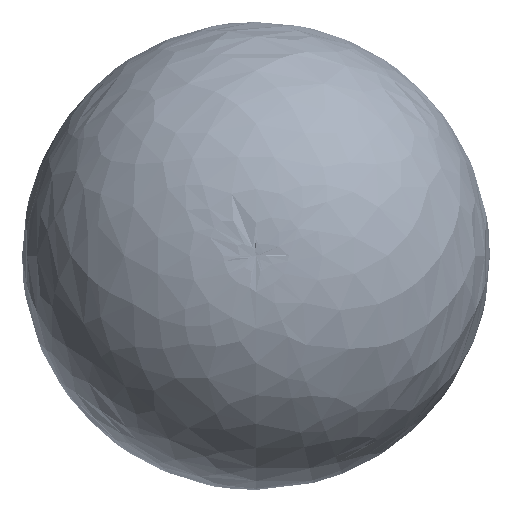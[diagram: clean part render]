
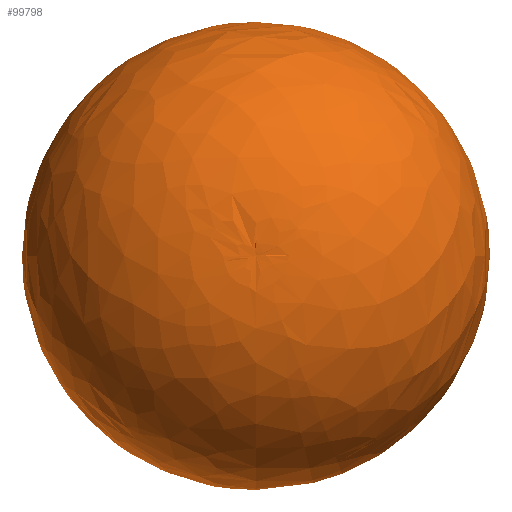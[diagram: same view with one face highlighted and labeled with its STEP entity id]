
A CAD part, top view. The second image highlights one B-rep face of the part: STEP entity #99798.
In plain terms, the highlighted free-form (B-spline) face has degree [2, 2] with [5, 9] control points.
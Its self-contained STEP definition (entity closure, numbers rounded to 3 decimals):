
#1696=(
BOUNDED_SURFACE()
B_SPLINE_SURFACE(2,2,((#250309,#250310,#250311,#250312,#250313,#250314,
#250315,#250316,#250317),(#250318,#250319,#250320,#250321,#250322,#250323,
#250324,#250325,#250326),(#250327,#250328,#250329,#250330,#250331,#250332,
#250333,#250334,#250335),(#250336,#250337,#250338,#250339,#250340,#250341,
#250342,#250343,#250344),(#250345,#250346,#250347,#250348,#250349,#250350,
#250351,#250352,#250353)),.UNSPECIFIED.,.F.,.T.,.F.)
B_SPLINE_SURFACE_WITH_KNOTS((3,2,3),(3,2,2,2,3),(-1.675,-0.379,
0.916),(-3.142,-1.571,0.,1.571,
3.142),.UNSPECIFIED.)
GEOMETRIC_REPRESENTATION_ITEM()
RATIONAL_B_SPLINE_SURFACE(((1.,0.707,1.,0.707,1.,
0.707,1.,0.707,1.),(0.797,0.564,
0.797,0.564,0.797,0.564,
0.797,0.564,0.797),(1.,0.707,
1.,0.707,1.,0.707,1.,0.707,1.),(0.797,
0.564,0.797,0.564,0.797,
0.564,0.797,0.564,0.797),
(1.,0.707,1.,0.707,1.,0.707,1.,0.707,
1.)))
REPRESENTATION_ITEM('')
SURFACE()
);
#15999=FACE_OUTER_BOUND('',#22738,.T.);
#22738=EDGE_LOOP('',(#87689,#87690,#87691));
#36830=CIRCLE('',#111541,1712.256);
#36831=CIRCLE('',#111542,2402.296);
#45635=VERTEX_POINT('',#250354);
#45636=VERTEX_POINT('',#250356);
#59655=EDGE_CURVE('',#45635,#45635,#36830,.T.);
#59656=EDGE_CURVE('',#45635,#45636,#36831,.T.);
#87689=ORIENTED_EDGE('',*,*,#59655,.F.);
#87690=ORIENTED_EDGE('',*,*,#59656,.T.);
#87691=ORIENTED_EDGE('',*,*,#59656,.F.);
#99798=ADVANCED_FACE('',(#15999),#1696,.F.);
#111541=AXIS2_PLACEMENT_3D('',#250355,#137753,#137754);
#111542=AXIS2_PLACEMENT_3D('',#250357,#137755,#137756);
#137753=DIRECTION('center_axis',(0.,-1.,0.));
#137754=DIRECTION('ref_axis',(1.,0.,0.));
#137755=DIRECTION('center_axis',(-1.,0.,0.));
#137756=DIRECTION('ref_axis',(0.,0.,
1.));
#250309=CARTESIAN_POINT('Ctrl Pts',(-250.,2389.252,
0.));
#250310=CARTESIAN_POINT('Ctrl Pts',(-250.,2389.252,
0.));
#250311=CARTESIAN_POINT('Ctrl Pts',(-250.,2389.252,
0.));
#250312=CARTESIAN_POINT('Ctrl Pts',(-250.,2389.252,
0.));
#250313=CARTESIAN_POINT('Ctrl Pts',(-250.,2389.252,
0.));
#250314=CARTESIAN_POINT('Ctrl Pts',(-250.,2389.252,
0.));
#250315=CARTESIAN_POINT('Ctrl Pts',(-250.,2389.252,
0.));
#250316=CARTESIAN_POINT('Ctrl Pts',(-250.,2389.252,
0.));
#250317=CARTESIAN_POINT('Ctrl Pts',(-250.,2389.252,
0.));
#250318=CARTESIAN_POINT('Ctrl Pts',(-250.,2578.46,
1808.264));
#250319=CARTESIAN_POINT('Ctrl Pts',(-2058.264,2578.46,
1808.264));
#250320=CARTESIAN_POINT('Ctrl Pts',(-2058.264,2578.46,
0.));
#250321=CARTESIAN_POINT('Ctrl Pts',(-2058.264,2578.46,
-1808.264));
#250322=CARTESIAN_POINT('Ctrl Pts',(-250.,2578.46,
-1808.264));
#250323=CARTESIAN_POINT('Ctrl Pts',(1558.264,2578.46,-1808.264));
#250324=CARTESIAN_POINT('Ctrl Pts',(1558.264,2578.46,0.));
#250325=CARTESIAN_POINT('Ctrl Pts',(1558.264,2578.46,1808.264));
#250326=CARTESIAN_POINT('Ctrl Pts',(-250.,2578.46,
1808.264));
#250327=CARTESIAN_POINT('Ctrl Pts',(-250.,889.572,2481.521));
#250328=CARTESIAN_POINT('Ctrl Pts',(-2731.521,889.572,
2481.521));
#250329=CARTESIAN_POINT('Ctrl Pts',(-2731.521,889.572,
0.));
#250330=CARTESIAN_POINT('Ctrl Pts',(-2731.521,889.572,
-2481.521));
#250331=CARTESIAN_POINT('Ctrl Pts',(-250.,889.572,-2481.521));
#250332=CARTESIAN_POINT('Ctrl Pts',(2231.521,889.572,-2481.521));
#250333=CARTESIAN_POINT('Ctrl Pts',(2231.521,889.572,0.));
#250334=CARTESIAN_POINT('Ctrl Pts',(2231.521,889.572,2481.521));
#250335=CARTESIAN_POINT('Ctrl Pts',(-250.,889.572,2481.521));
#250336=CARTESIAN_POINT('Ctrl Pts',(-250.,-799.316,3154.778));
#250337=CARTESIAN_POINT('Ctrl Pts',(-3404.778,-799.316,
3154.778));
#250338=CARTESIAN_POINT('Ctrl Pts',(-3404.778,-799.316,
0.));
#250339=CARTESIAN_POINT('Ctrl Pts',(-3404.778,-799.316,
-3154.778));
#250340=CARTESIAN_POINT('Ctrl Pts',(-250.,-799.316,-3154.778));
#250341=CARTESIAN_POINT('Ctrl Pts',(2904.778,-799.316,-3154.778));
#250342=CARTESIAN_POINT('Ctrl Pts',(2904.778,-799.316,0.));
#250343=CARTESIAN_POINT('Ctrl Pts',(2904.778,-799.316,3154.778));
#250344=CARTESIAN_POINT('Ctrl Pts',(-250.,-799.316,3154.778));
#250345=CARTESIAN_POINT('Ctrl Pts',(-250.,-1905.999,1712.256));
#250346=CARTESIAN_POINT('Ctrl Pts',(-1962.256,-1905.999,
1712.256));
#250347=CARTESIAN_POINT('Ctrl Pts',(-1962.256,-1905.999,
0.));
#250348=CARTESIAN_POINT('Ctrl Pts',(-1962.256,-1905.999,
-1712.256));
#250349=CARTESIAN_POINT('Ctrl Pts',(-250.,-1905.999,-1712.256));
#250350=CARTESIAN_POINT('Ctrl Pts',(1462.256,-1905.999,-1712.256));
#250351=CARTESIAN_POINT('Ctrl Pts',(1462.256,-1905.999,0.));
#250352=CARTESIAN_POINT('Ctrl Pts',(1462.256,-1905.999,1712.256));
#250353=CARTESIAN_POINT('Ctrl Pts',(-250.,-1905.999,1712.256));
#250354=CARTESIAN_POINT('',(-250.,-1905.999,1712.256));
#250355=CARTESIAN_POINT('Origin',(-250.,-1905.999,0.));
#250356=CARTESIAN_POINT('',(-250.,2389.252,0.));
#250357=CARTESIAN_POINT('Origin',(-250.,0.,250.));
